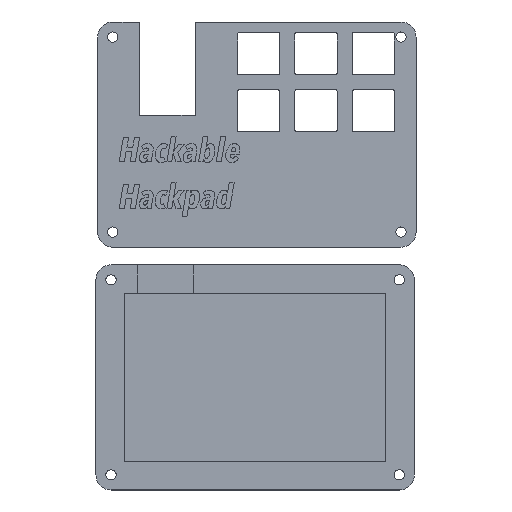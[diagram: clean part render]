
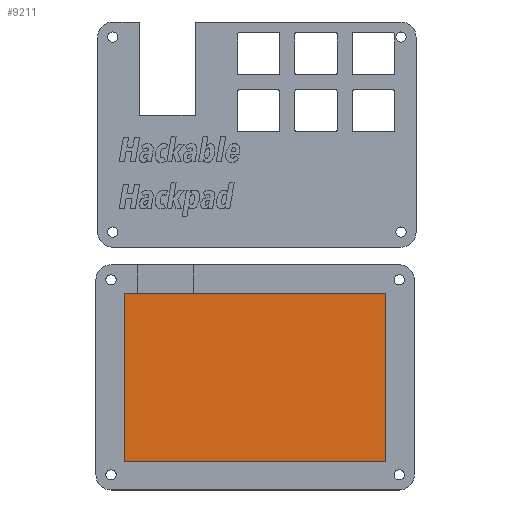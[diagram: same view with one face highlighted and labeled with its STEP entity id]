
A CAD part, top view. The second image highlights one B-rep face of the part: STEP entity #9211.
In plain terms, the highlighted planar face has unit normal (0, 0, 1).
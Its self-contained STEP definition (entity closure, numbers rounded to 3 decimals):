
#930=PLANE('',#9762);
#1123=FACE_OUTER_BOUND('',#1639,.T.);
#1639=EDGE_LOOP('',(#6334,#6335,#6336,#6337));
#2222=LINE('',#11599,#3015);
#2223=LINE('',#11601,#3016);
#2224=LINE('',#11603,#3017);
#2225=LINE('',#11604,#3018);
#3015=VECTOR('',#10146,10.);
#3016=VECTOR('',#10147,10.);
#3017=VECTOR('',#10148,10.);
#3018=VECTOR('',#10149,10.);
#3897=VERTEX_POINT('',#11597);
#3898=VERTEX_POINT('',#11598);
#3899=VERTEX_POINT('',#11600);
#3900=VERTEX_POINT('',#11602);
#4870=EDGE_CURVE('',#3897,#3898,#2222,.T.);
#4871=EDGE_CURVE('',#3899,#3897,#2223,.T.);
#4872=EDGE_CURVE('',#3900,#3899,#2224,.T.);
#4873=EDGE_CURVE('',#3898,#3900,#2225,.T.);
#6334=ORIENTED_EDGE('',*,*,#4870,.F.);
#6335=ORIENTED_EDGE('',*,*,#4871,.F.);
#6336=ORIENTED_EDGE('',*,*,#4872,.F.);
#6337=ORIENTED_EDGE('',*,*,#4873,.F.);
#9211=ADVANCED_FACE('',(#1123),#930,.T.);
#9762=AXIS2_PLACEMENT_3D('',#11596,#10144,#10145);
#10144=DIRECTION('center_axis',(0.,0.,1.));
#10145=DIRECTION('ref_axis',(1.,0.,0.));
#10146=DIRECTION('',(0.,1.,0.));
#10147=DIRECTION('',(-1.,0.,0.));
#10148=DIRECTION('',(0.,-1.,0.));
#10149=DIRECTION('',(1.,0.,0.));
#11596=CARTESIAN_POINT('Origin',(43.363,27.898,3.));
#11597=CARTESIAN_POINT('',(0.,0.,3.));
#11598=CARTESIAN_POINT('',(0.,55.796,3.));
#11599=CARTESIAN_POINT('',(0.,13.949,3.));
#11600=CARTESIAN_POINT('',(86.725,0.,3.));
#11601=CARTESIAN_POINT('',(65.044,0.,3.));
#11602=CARTESIAN_POINT('',(86.725,55.796,3.));
#11603=CARTESIAN_POINT('',(86.725,41.847,3.));
#11604=CARTESIAN_POINT('',(21.681,55.796,3.));
